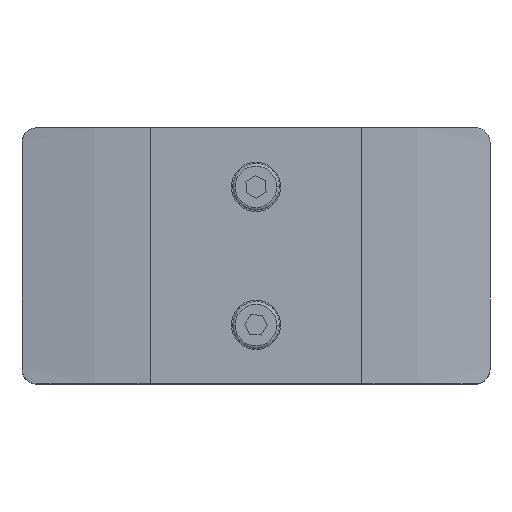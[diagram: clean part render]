
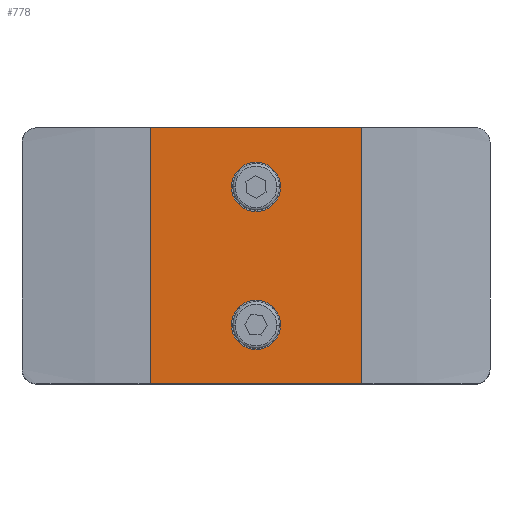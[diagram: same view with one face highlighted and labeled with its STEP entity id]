
A CAD part, top view. The second image highlights one B-rep face of the part: STEP entity #778.
In plain terms, the highlighted planar face has unit normal (0, 0, 1).
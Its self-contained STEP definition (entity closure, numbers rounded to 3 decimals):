
#2 = EDGE_CURVE ( 'NONE', #462, #1882, #3215, .T. ) ;
#30 = CARTESIAN_POINT ( 'NONE',  ( -21.5, -26., 0. ) ) ;
#38 = CARTESIAN_POINT ( 'NONE',  ( -21.5, 26., 0. ) ) ;
#305 = ORIENTED_EDGE ( 'NONE', *, *, #3881, .F. ) ;
#310 = CARTESIAN_POINT ( 'NONE',  ( 5., -14., 0. ) ) ;
#330 = DIRECTION ( 'NONE',  ( 1., 0., 0. ) ) ;
#396 = VERTEX_POINT ( 'NONE', #3586 ) ;
#445 = CIRCLE ( 'NONE', #2504, 5. ) ;
#462 = VERTEX_POINT ( 'NONE', #1374 ) ;
#700 = ORIENTED_EDGE ( 'NONE', *, *, #1875, .F. ) ;
#706 = ORIENTED_EDGE ( 'NONE', *, *, #2970, .F. ) ;
#775 = DIRECTION ( 'NONE',  ( 1., 0., 0. ) ) ;
#778 = ADVANCED_FACE ( 'NONE', ( #1000, #4196, #4167 ), #4143, .F. ) ;
#803 = LINE ( 'NONE', #38, #3212 ) ;
#817 = EDGE_CURVE ( 'NONE', #2641, #3572, #1298, .T. ) ;
#870 = LINE ( 'NONE', #3337, #4384 ) ;
#889 = CARTESIAN_POINT ( 'NONE',  ( -21.5, 26., 0. ) ) ;
#891 = DIRECTION ( 'NONE',  ( 1., 0., 0. ) ) ;
#931 = ORIENTED_EDGE ( 'NONE', *, *, #817, .F. ) ;
#1000 = FACE_BOUND ( 'NONE', #1416, .T. ) ;
#1005 = VERTEX_POINT ( 'NONE', #2275 ) ;
#1031 = ORIENTED_EDGE ( 'NONE', *, *, #2, .T. ) ;
#1048 = DIRECTION ( 'NONE',  ( 0., 0., 1. ) ) ;
#1118 = CARTESIAN_POINT ( 'NONE',  ( 0., -14., 0. ) ) ;
#1235 = LINE ( 'NONE', #2287, #3651 ) ;
#1261 = AXIS2_PLACEMENT_3D ( 'NONE', #4450, #2307, #891 ) ;
#1298 = CIRCLE ( 'NONE', #1376, 5. ) ;
#1374 = CARTESIAN_POINT ( 'NONE',  ( -21.5, -26., 0. ) ) ;
#1376 = AXIS2_PLACEMENT_3D ( 'NONE', #3498, #1048, #4560 ) ;
#1416 = EDGE_LOOP ( 'NONE', ( #931, #305 ) ) ;
#1586 = DIRECTION ( 'NONE',  ( 0., -1., 0. ) ) ;
#1607 = DIRECTION ( 'NONE',  ( 0., 0., -1. ) ) ;
#1730 = EDGE_CURVE ( 'NONE', #396, #462, #1235, .T. ) ;
#1762 = CARTESIAN_POINT ( 'NONE',  ( 0., 14., 0. ) ) ;
#1784 = ORIENTED_EDGE ( 'NONE', *, *, #1730, .T. ) ;
#1793 = DIRECTION ( 'NONE',  ( 0., 0., 1. ) ) ;
#1829 = AXIS2_PLACEMENT_3D ( 'NONE', #889, #1607, #3009 ) ;
#1836 = CARTESIAN_POINT ( 'NONE',  ( 21.5, 26., 0. ) ) ;
#1864 = DIRECTION ( 'NONE',  ( 0., -1., 0. ) ) ;
#1875 = EDGE_CURVE ( 'NONE', #1005, #3418, #2665, .T. ) ;
#1882 = VERTEX_POINT ( 'NONE', #3013 ) ;
#2052 = EDGE_CURVE ( 'NONE', #3553, #1882, #870, .T. ) ;
#2064 = EDGE_LOOP ( 'NONE', ( #706, #700 ) ) ;
#2190 = DIRECTION ( 'NONE',  ( 1., 0., 0. ) ) ;
#2275 = CARTESIAN_POINT ( 'NONE',  ( -5., -14., 0. ) ) ;
#2287 = CARTESIAN_POINT ( 'NONE',  ( -21.5, 26., 0. ) ) ;
#2307 = DIRECTION ( 'NONE',  ( 0., 0., 1. ) ) ;
#2504 = AXIS2_PLACEMENT_3D ( 'NONE', #1762, #3495, #330 ) ;
#2557 = DIRECTION ( 'NONE',  ( 1., 0., 0. ) ) ;
#2574 = ORIENTED_EDGE ( 'NONE', *, *, #2954, .F. ) ;
#2641 = VERTEX_POINT ( 'NONE', #3131 ) ;
#2665 = CIRCLE ( 'NONE', #1261, 5. ) ;
#2916 = CARTESIAN_POINT ( 'NONE',  ( -5., 14., 0. ) ) ;
#2954 = EDGE_CURVE ( 'NONE', #396, #3553, #803, .T. ) ;
#2970 = EDGE_CURVE ( 'NONE', #3418, #1005, #4469, .T. ) ;
#3009 = DIRECTION ( 'NONE',  ( -1., 0., 0. ) ) ;
#3013 = CARTESIAN_POINT ( 'NONE',  ( 21.5, -26., 0. ) ) ;
#3131 = CARTESIAN_POINT ( 'NONE',  ( 5., 14., 0. ) ) ;
#3212 = VECTOR ( 'NONE', #2557, 1000. ) ;
#3215 = LINE ( 'NONE', #30, #3433 ) ;
#3287 = AXIS2_PLACEMENT_3D ( 'NONE', #1118, #1793, #2190 ) ;
#3296 = ORIENTED_EDGE ( 'NONE', *, *, #2052, .F. ) ;
#3337 = CARTESIAN_POINT ( 'NONE',  ( 21.5, 26., 0. ) ) ;
#3418 = VERTEX_POINT ( 'NONE', #310 ) ;
#3433 = VECTOR ( 'NONE', #775, 1000. ) ;
#3495 = DIRECTION ( 'NONE',  ( 0., 0., 1. ) ) ;
#3498 = CARTESIAN_POINT ( 'NONE',  ( 0., 14., 0. ) ) ;
#3553 = VERTEX_POINT ( 'NONE', #1836 ) ;
#3572 = VERTEX_POINT ( 'NONE', #2916 ) ;
#3586 = CARTESIAN_POINT ( 'NONE',  ( -21.5, 26., 0. ) ) ;
#3651 = VECTOR ( 'NONE', #1586, 1000. ) ;
#3751 = EDGE_LOOP ( 'NONE', ( #1031, #3296, #2574, #1784 ) ) ;
#3881 = EDGE_CURVE ( 'NONE', #3572, #2641, #445, .T. ) ;
#4143 = PLANE ( 'NONE',  #1829 ) ;
#4167 = FACE_OUTER_BOUND ( 'NONE', #3751, .T. ) ;
#4196 = FACE_BOUND ( 'NONE', #2064, .T. ) ;
#4384 = VECTOR ( 'NONE', #1864, 1000. ) ;
#4450 = CARTESIAN_POINT ( 'NONE',  ( 0., -14., 0. ) ) ;
#4469 = CIRCLE ( 'NONE', #3287, 5. ) ;
#4560 = DIRECTION ( 'NONE',  ( 1., 0., 0. ) ) ;
